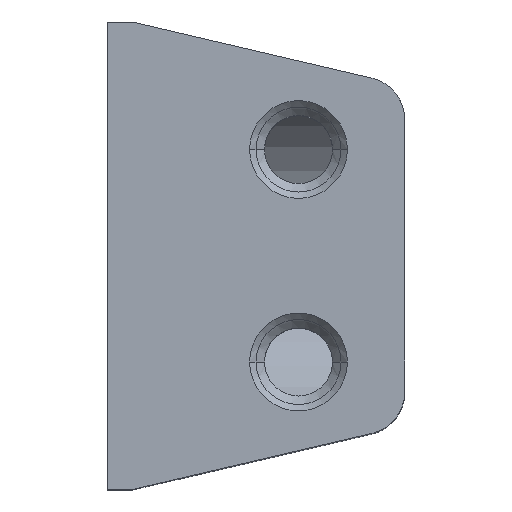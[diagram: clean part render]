
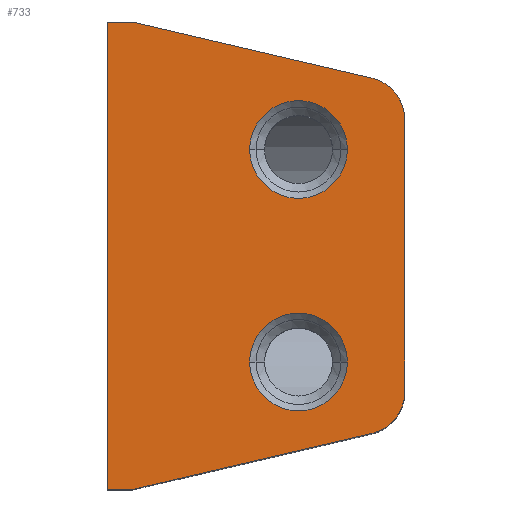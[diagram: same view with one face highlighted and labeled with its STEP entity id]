
A CAD part, top view. The second image highlights one B-rep face of the part: STEP entity #733.
In plain terms, the highlighted planar face has unit normal (0, 0, 1).
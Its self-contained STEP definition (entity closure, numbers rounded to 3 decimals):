
#254=CARTESIAN_POINT('',(-2.5,-2.5,6.5));
#255=DIRECTION('',(0.,0.,1.));
#256=DIRECTION('',(-1.,0.,0.));
#257=AXIS2_PLACEMENT_3D('',#254,#255,#256);
#259=CARTESIAN_POINT('',(-2.5,-2.5,6.5));
#260=DIRECTION('',(0.,0.,1.));
#261=DIRECTION('',(1.,0.,0.));
#262=AXIS2_PLACEMENT_3D('',#259,#260,#261);
#264=CARTESIAN_POINT('',(-2.5,2.5,6.5));
#265=DIRECTION('',(0.,0.,-1.));
#266=DIRECTION('',(-1.,0.,0.));
#267=AXIS2_PLACEMENT_3D('',#264,#265,#266);
#269=CARTESIAN_POINT('',(-2.5,2.5,6.5));
#270=DIRECTION('',(0.,0.,-1.));
#271=DIRECTION('',(1.,0.,0.));
#272=AXIS2_PLACEMENT_3D('',#269,#270,#271);
#274=CARTESIAN_POINT('',(-1.,-3.207,6.5));
#275=DIRECTION('',(0.,0.,1.));
#276=DIRECTION('',(0.228,-0.974,0.));
#277=AXIS2_PLACEMENT_3D('',#274,#275,#276);
#279=DIRECTION('',(0.974,0.228,0.));
#280=VECTOR('',#279,5.781);
#281=CARTESIAN_POINT('',(-6.4,-5.5,6.5));
#282=LINE('',#281,#280);
#283=DIRECTION('',(1.,0.,0.));
#284=VECTOR('',#283,0.6);
#285=CARTESIAN_POINT('',(-7.,-5.5,6.5));
#286=LINE('',#285,#284);
#287=DIRECTION('',(0.,-1.,0.));
#288=VECTOR('',#287,11.);
#289=CARTESIAN_POINT('',(-7.,5.5,6.5));
#290=LINE('',#289,#288);
#291=DIRECTION('',(-1.,0.,0.));
#292=VECTOR('',#291,0.6);
#293=CARTESIAN_POINT('',(-6.4,5.5,6.5));
#294=LINE('',#293,#292);
#295=DIRECTION('',(0.974,-0.228,0.));
#296=VECTOR('',#295,5.781);
#297=CARTESIAN_POINT('',(-6.4,5.5,6.5));
#298=LINE('',#297,#296);
#299=CARTESIAN_POINT('',(-1.,3.207,6.5));
#300=DIRECTION('',(0.,0.,1.));
#301=DIRECTION('',(1.,0.,0.));
#302=AXIS2_PLACEMENT_3D('',#299,#300,#301);
#304=DIRECTION('',(0.,1.,0.));
#305=VECTOR('',#304,6.415);
#306=CARTESIAN_POINT('',(0.,-3.207,6.5));
#307=LINE('',#306,#305);
#414=CARTESIAN_POINT('',(-7.,5.5,6.5));
#415=CARTESIAN_POINT('',(-7.,-5.5,6.5));
#416=VERTEX_POINT('',#414);
#417=VERTEX_POINT('',#415);
#432=CARTESIAN_POINT('',(-3.65,-2.5,6.5));
#433=CARTESIAN_POINT('',(-1.35,-2.5,6.5));
#434=VERTEX_POINT('',#432);
#435=VERTEX_POINT('',#433);
#440=CARTESIAN_POINT('',(-3.65,2.5,6.5));
#441=VERTEX_POINT('',#440);
#442=CARTESIAN_POINT('',(-1.35,2.5,6.5));
#443=VERTEX_POINT('',#442);
#449=CARTESIAN_POINT('',(-6.4,5.5,6.5));
#451=VERTEX_POINT('',#449);
#453=CARTESIAN_POINT('',(-6.4,-5.5,6.5));
#455=VERTEX_POINT('',#453);
#458=CARTESIAN_POINT('',(-0.772,-4.181,6.5));
#459=VERTEX_POINT('',#458);
#460=CARTESIAN_POINT('',(0.,-3.207,6.5));
#461=VERTEX_POINT('',#460);
#462=CARTESIAN_POINT('',(0.,3.207,6.5));
#463=CARTESIAN_POINT('',(-0.772,4.181,6.5));
#464=VERTEX_POINT('',#462);
#465=VERTEX_POINT('',#463);
#702=CARTESIAN_POINT('',(0.,0.,6.5));
#703=DIRECTION('',(0.,0.,1.));
#704=DIRECTION('',(-1.,0.,0.));
#705=AXIS2_PLACEMENT_3D('',#702,#703,#704);
#706=PLANE('',#705);
#708=ORIENTED_EDGE('',*,*,#707,.F.);
#710=ORIENTED_EDGE('',*,*,#709,.F.);
#712=ORIENTED_EDGE('',*,*,#711,.F.);
#713=ORIENTED_EDGE('',*,*,#648,.F.);
#714=ORIENTED_EDGE('',*,*,#667,.F.);
#715=ORIENTED_EDGE('',*,*,#681,.T.);
#716=ORIENTED_EDGE('',*,*,#693,.F.);
#718=ORIENTED_EDGE('',*,*,#717,.F.);
#719=EDGE_LOOP('',(#708,#710,#712,#713,#714,#715,#716,#718));
#720=FACE_OUTER_BOUND('',#719,.F.);
#722=ORIENTED_EDGE('',*,*,#721,.F.);
#724=ORIENTED_EDGE('',*,*,#723,.F.);
#725=EDGE_LOOP('',(#722,#724));
#726=FACE_BOUND('',#725,.F.);
#728=ORIENTED_EDGE('',*,*,#727,.T.);
#730=ORIENTED_EDGE('',*,*,#729,.T.);
#731=EDGE_LOOP('',(#728,#730));
#732=FACE_BOUND('',#731,.F.);
#258=CIRCLE('',#257,1.15);
#263=CIRCLE('',#262,1.15);
#268=CIRCLE('',#267,1.15);
#273=CIRCLE('',#272,1.15);
#278=CIRCLE('',#277,1.);
#303=CIRCLE('',#302,1.);
#648=EDGE_CURVE('',#416,#417,#290,.T.);
#667=EDGE_CURVE('',#451,#416,#294,.T.);
#681=EDGE_CURVE('',#451,#465,#298,.T.);
#693=EDGE_CURVE('',#464,#465,#303,.T.);
#707=EDGE_CURVE('',#459,#461,#278,.T.);
#709=EDGE_CURVE('',#455,#459,#282,.T.);
#711=EDGE_CURVE('',#417,#455,#286,.T.);
#717=EDGE_CURVE('',#461,#464,#307,.T.);
#721=EDGE_CURVE('',#441,#443,#268,.T.);
#723=EDGE_CURVE('',#443,#441,#273,.T.);
#727=EDGE_CURVE('',#434,#435,#258,.T.);
#729=EDGE_CURVE('',#435,#434,#263,.T.);
#733=ADVANCED_FACE('',(#720,#726,#732),#706,.T.);
